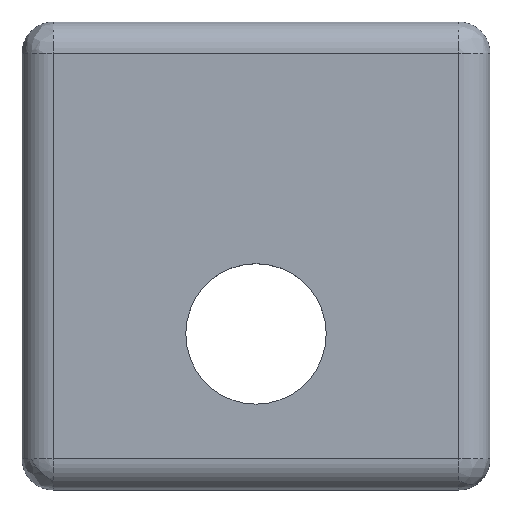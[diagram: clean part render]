
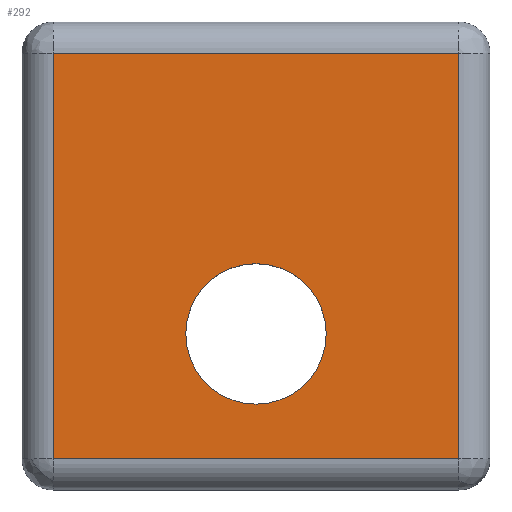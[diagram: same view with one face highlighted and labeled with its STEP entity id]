
A CAD part, top view. The second image highlights one B-rep face of the part: STEP entity #292.
In plain terms, the highlighted planar face has unit normal (0, 0, 1).
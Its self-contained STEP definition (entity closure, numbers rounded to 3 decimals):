
#6 = CIRCLE ( 'NONE', #620, 4.5 ) ;
#7 = CARTESIAN_POINT ( 'NONE',  ( -4.5, -5., 3. ) ) ;
#10 = EDGE_CURVE ( 'NONE', #491, #480, #351, .T. ) ;
#14 = VECTOR ( 'NONE', #428, 1000. ) ;
#15 = DIRECTION ( 'NONE',  ( 0., 0., -1. ) ) ;
#23 = DIRECTION ( 'NONE',  ( 1., 0., 0. ) ) ;
#59 = ORIENTED_EDGE ( 'NONE', *, *, #532, .T. ) ;
#73 = LINE ( 'NONE', #422, #117 ) ;
#85 = EDGE_CURVE ( 'NONE', #268, #568, #694, .T. ) ;
#117 = VECTOR ( 'NONE', #259, 1000. ) ;
#122 = EDGE_LOOP ( 'NONE', ( #624, #59 ) ) ;
#126 = ORIENTED_EDGE ( 'NONE', *, *, #238, .T. ) ;
#148 = LINE ( 'NONE', #660, #14 ) ;
#160 = CARTESIAN_POINT ( 'NONE',  ( 0., 0., 3. ) ) ;
#184 = CARTESIAN_POINT ( 'NONE',  ( 13., 0., 3. ) ) ;
#186 = CARTESIAN_POINT ( 'NONE',  ( 0., -5., 3. ) ) ;
#190 = EDGE_CURVE ( 'NONE', #381, #440, #73, .T. ) ;
#231 = DIRECTION ( 'NONE',  ( -1., 0., 0. ) ) ;
#238 = EDGE_CURVE ( 'NONE', #440, #268, #148, .T. ) ;
#259 = DIRECTION ( 'NONE',  ( 0., -1., 0. ) ) ;
#268 = VERTEX_POINT ( 'NONE', #416 ) ;
#274 = LINE ( 'NONE', #509, #468 ) ;
#286 = ORIENTED_EDGE ( 'NONE', *, *, #85, .T. ) ;
#292 = ADVANCED_FACE ( 'NONE', ( #674, #594 ), #481, .T. ) ;
#324 = DIRECTION ( 'NONE',  ( 1., 0., 0. ) ) ;
#342 = CARTESIAN_POINT ( 'NONE',  ( 13., 13., 3. ) ) ;
#345 = DIRECTION ( 'NONE',  ( 1., 0., 0. ) ) ;
#351 = CIRCLE ( 'NONE', #401, 4.5 ) ;
#381 = VERTEX_POINT ( 'NONE', #724 ) ;
#401 = AXIS2_PLACEMENT_3D ( 'NONE', #186, #519, #345 ) ;
#416 = CARTESIAN_POINT ( 'NONE',  ( 13., -13., 3. ) ) ;
#422 = CARTESIAN_POINT ( 'NONE',  ( -13., 0., 3. ) ) ;
#428 = DIRECTION ( 'NONE',  ( 1., 0., 0. ) ) ;
#436 = CARTESIAN_POINT ( 'NONE',  ( 4.5, -5., 3. ) ) ;
#440 = VERTEX_POINT ( 'NONE', #628 ) ;
#458 = CARTESIAN_POINT ( 'NONE',  ( 0., -5., 3. ) ) ;
#468 = VECTOR ( 'NONE', #231, 1000. ) ;
#474 = DIRECTION ( 'NONE',  ( 0., 0., 1. ) ) ;
#480 = VERTEX_POINT ( 'NONE', #7 ) ;
#481 = PLANE ( 'NONE',  #689 ) ;
#491 = VERTEX_POINT ( 'NONE', #436 ) ;
#509 = CARTESIAN_POINT ( 'NONE',  ( 0., 13., 3. ) ) ;
#519 = DIRECTION ( 'NONE',  ( 0., 0., -1. ) ) ;
#529 = ORIENTED_EDGE ( 'NONE', *, *, #190, .T. ) ;
#532 = EDGE_CURVE ( 'NONE', #480, #491, #6, .T. ) ;
#568 = VERTEX_POINT ( 'NONE', #342 ) ;
#573 = EDGE_CURVE ( 'NONE', #568, #381, #274, .T. ) ;
#577 = VECTOR ( 'NONE', #650, 1000. ) ;
#594 = FACE_OUTER_BOUND ( 'NONE', #610, .T. ) ;
#610 = EDGE_LOOP ( 'NONE', ( #286, #679, #529, #126 ) ) ;
#620 = AXIS2_PLACEMENT_3D ( 'NONE', #458, #15, #23 ) ;
#624 = ORIENTED_EDGE ( 'NONE', *, *, #10, .T. ) ;
#628 = CARTESIAN_POINT ( 'NONE',  ( -13., -13., 3. ) ) ;
#650 = DIRECTION ( 'NONE',  ( 0., 1., 0. ) ) ;
#660 = CARTESIAN_POINT ( 'NONE',  ( 0., -13., 3. ) ) ;
#674 = FACE_BOUND ( 'NONE', #122, .T. ) ;
#679 = ORIENTED_EDGE ( 'NONE', *, *, #573, .T. ) ;
#689 = AXIS2_PLACEMENT_3D ( 'NONE', #160, #474, #324 ) ;
#694 = LINE ( 'NONE', #184, #577 ) ;
#724 = CARTESIAN_POINT ( 'NONE',  ( -13., 13., 3. ) ) ;
